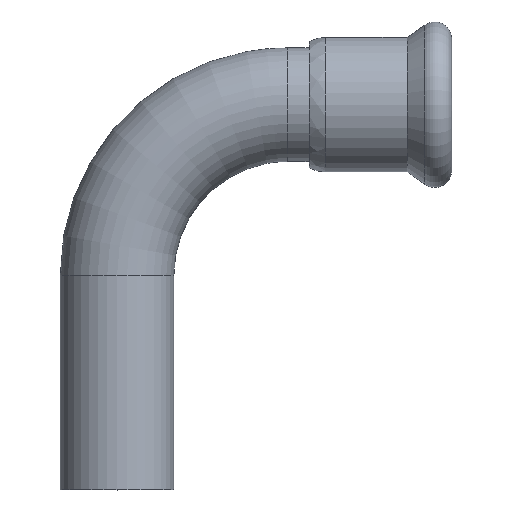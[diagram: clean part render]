
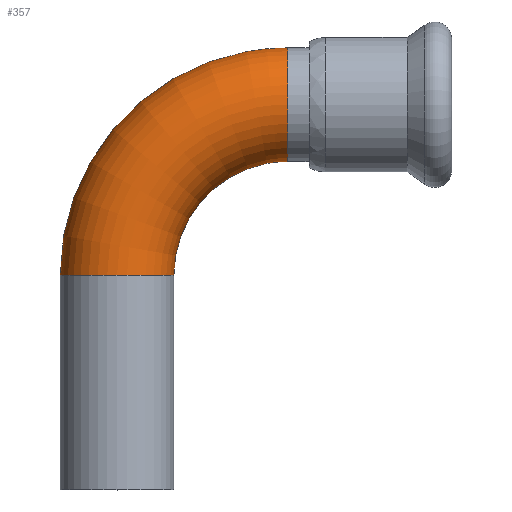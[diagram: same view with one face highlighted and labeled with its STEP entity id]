
A CAD part, top view. The second image highlights one B-rep face of the part: STEP entity #357.
In plain terms, the highlighted toroidal (fillet/blend) face has major radius 27 mm and minor radius 9 mm.
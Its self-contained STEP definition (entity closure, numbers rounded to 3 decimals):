
#52=TOROIDAL_SURFACE($,#396,27.,9.);
#60=FACE_OUTER_BOUND($,#126,.T.);
#96=FACE_BOUND($,#127,.T.);
#126=EDGE_LOOP($,(#277));
#127=EDGE_LOOP($,(#278));
#172=CIRCLE($,#395,9.);
#173=CIRCLE($,#397,9.);
#201=VERTEX_POINT($,#597);
#202=VERTEX_POINT($,#600);
#234=EDGE_CURVE($,#201,#201,#172,.T.);
#235=EDGE_CURVE($,#202,#202,#173,.T.);
#277=ORIENTED_EDGE($,*,*,#234,.T.);
#278=ORIENTED_EDGE($,*,*,#235,.F.);
#357=ADVANCED_FACE($,(#60,#96),#52,.T.);
#395=AXIS2_PLACEMENT_3D($,#598,#469,#470);
#396=AXIS2_PLACEMENT_3D($,#599,#471,#472);
#397=AXIS2_PLACEMENT_3D($,#601,#473,#474);
#469=DIRECTION('center_axis',(-1.,0.,0.));
#470=DIRECTION('ref_axis',(0.,-1.,0.));
#471=DIRECTION('center_axis',(0.,0.,-1.));
#472=DIRECTION('ref_axis',(-1.,0.,0.));
#473=DIRECTION('center_axis',(0.,-1.,0.));
#474=DIRECTION('ref_axis',(1.,0.,0.));
#597=CARTESIAN_POINT('',(27.,70.,0.));
#598=CARTESIAN_POINT('Origin',(27.,61.,0.));
#599=CARTESIAN_POINT('Origin',(27.,34.,0.));
#600=CARTESIAN_POINT('',(-9.,34.,0.));
#601=CARTESIAN_POINT('Origin',(0.,34.,0.));
